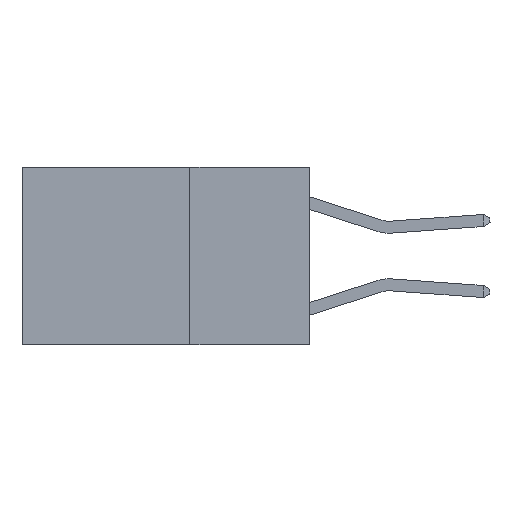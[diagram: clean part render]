
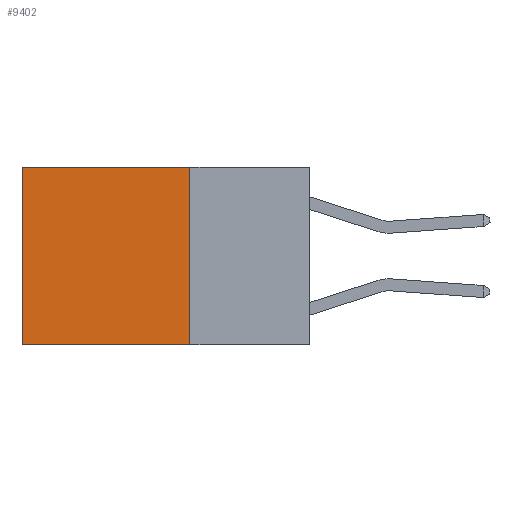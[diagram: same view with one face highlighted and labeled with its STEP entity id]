
A CAD part, left-side view. The second image highlights one B-rep face of the part: STEP entity #9402.
In plain terms, the highlighted planar face has unit normal (-1, 0, 0).
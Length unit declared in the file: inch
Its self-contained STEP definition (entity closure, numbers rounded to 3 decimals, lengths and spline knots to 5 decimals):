
#75 = CARTESIAN_POINT ( 'NONE',  ( 0.2625, 0.6, 0. ) ) ;
#425 = VERTEX_POINT ( 'NONE', #9701 ) ;
#1064 = VERTEX_POINT ( 'NONE', #5620 ) ;
#1221 = LINE ( 'NONE', #6489, #5270 ) ;
#1927 = CARTESIAN_POINT ( 'NONE',  ( 0.2625, 0.25, 0. ) ) ;
#1975 = VERTEX_POINT ( 'NONE', #6802 ) ;
#2146 = EDGE_CURVE ( 'NONE', #1975, #1064, #3557, .T. ) ;
#2155 = LINE ( 'NONE', #1927, #8346 ) ;
#2266 = DIRECTION ( 'NONE',  ( 0., 1., 0. ) ) ;
#2505 = PLANE ( 'NONE',  #8403 ) ;
#2663 = ORIENTED_EDGE ( 'NONE', *, *, #2146, .F. ) ;
#2734 = ORIENTED_EDGE ( 'NONE', *, *, #4810, .F. ) ;
#2803 = DIRECTION ( 'NONE',  ( 0., 1., 0. ) ) ;
#3303 = VECTOR ( 'NONE', #6073, 39.37008 ) ;
#3369 = DIRECTION ( 'NONE',  ( 0., 0., -1. ) ) ;
#3557 = LINE ( 'NONE', #8649, #9933 ) ;
#3931 = ORIENTED_EDGE ( 'NONE', *, *, #5979, .T. ) ;
#4810 = EDGE_CURVE ( 'NONE', #425, #1975, #2155, .T. ) ;
#5270 = VECTOR ( 'NONE', #2266, 39.37008 ) ;
#5540 = LINE ( 'NONE', #75, #3303 ) ;
#5620 = CARTESIAN_POINT ( 'NONE',  ( 0.2625, 0.6, -0.37 ) ) ;
#5952 = EDGE_LOOP ( 'NONE', ( #3931, #2663, #2734, #8408 ) ) ;
#5979 = EDGE_CURVE ( 'NONE', #8317, #1064, #5540, .T. ) ;
#6073 = DIRECTION ( 'NONE',  ( 0., 0., -1. ) ) ;
#6213 = DIRECTION ( 'NONE',  ( 0., 0., -1. ) ) ;
#6489 = CARTESIAN_POINT ( 'NONE',  ( 0.2625, 0.25, 0. ) ) ;
#6505 = FACE_OUTER_BOUND ( 'NONE', #5952, .T. ) ;
#6802 = CARTESIAN_POINT ( 'NONE',  ( 0.2625, 0.25, -0.37 ) ) ;
#6861 = EDGE_CURVE ( 'NONE', #425, #8317, #1221, .T. ) ;
#7547 = CARTESIAN_POINT ( 'NONE',  ( 0.2625, 0.25, 0. ) ) ;
#8317 = VERTEX_POINT ( 'NONE', #9256 ) ;
#8346 = VECTOR ( 'NONE', #6213, 39.37008 ) ;
#8377 = DIRECTION ( 'NONE',  ( 1., 0., 0. ) ) ;
#8403 = AXIS2_PLACEMENT_3D ( 'NONE', #7547, #8377, #3369 ) ;
#8408 = ORIENTED_EDGE ( 'NONE', *, *, #6861, .T. ) ;
#8649 = CARTESIAN_POINT ( 'NONE',  ( 0.2625, 0.25, -0.37 ) ) ;
#9256 = CARTESIAN_POINT ( 'NONE',  ( 0.2625, 0.6, 0. ) ) ;
#9402 = ADVANCED_FACE ( 'NONE', ( #6505 ), #2505, .F. ) ;
#9701 = CARTESIAN_POINT ( 'NONE',  ( 0.2625, 0.25, 0. ) ) ;
#9933 = VECTOR ( 'NONE', #2803, 39.37008 ) ;
